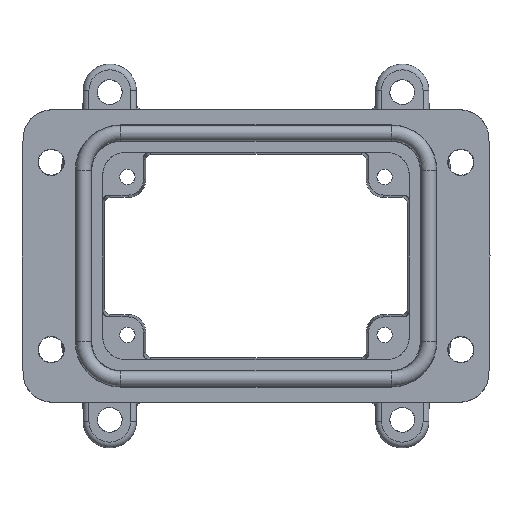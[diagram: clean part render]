
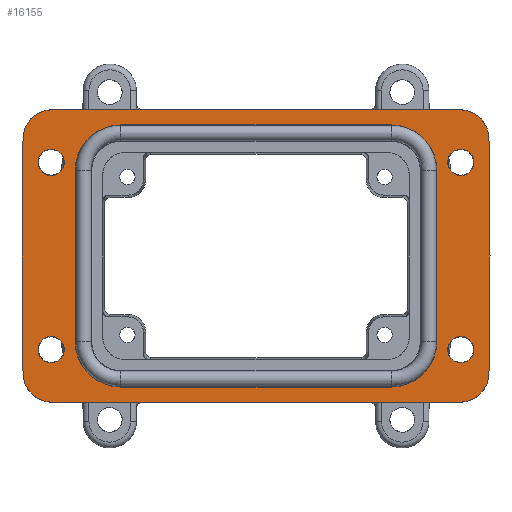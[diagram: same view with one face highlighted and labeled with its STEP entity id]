
A CAD part, front view. The second image highlights one B-rep face of the part: STEP entity #16155.
In plain terms, the highlighted planar face has unit normal (0, -1, 0).
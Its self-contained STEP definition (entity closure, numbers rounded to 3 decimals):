
#3825=CARTESIAN_POINT('',(34.825,-16.8,-20.));
#3826=DIRECTION('',(0.,1.,0.));
#3827=DIRECTION('',(1.,0.,-0.009));
#3828=AXIS2_PLACEMENT_3D('',#3825,#3826,#3827);
#3830=DIRECTION('',(-1.,0.,0.));
#3831=VECTOR('',#3830,69.651);
#3832=CARTESIAN_POINT('',(34.825,-16.8,-25.));
#3833=LINE('',#3832,#3831);
#3834=CARTESIAN_POINT('',(-34.825,-16.8,-20.));
#3835=DIRECTION('',(0.,1.,0.));
#3836=DIRECTION('',(0.,0.,-1.));
#3837=AXIS2_PLACEMENT_3D('',#3834,#3835,#3836);
#3839=DIRECTION('',(-0.009,0.,1.));
#3840=VECTOR('',#3839,20.044);
#3841=CARTESIAN_POINT('',(-39.825,-16.8,-20.044));
#3842=LINE('',#3841,#3840);
#3843=DIRECTION('',(0.009,0.,1.));
#3844=VECTOR('',#3843,20.044);
#3845=CARTESIAN_POINT('',(-40.,-16.8,0.));
#3846=LINE('',#3845,#3844);
#3847=CARTESIAN_POINT('',(-34.825,-16.8,20.));
#3848=DIRECTION('',(0.,1.,0.));
#3849=DIRECTION('',(-1.,0.,0.009));
#3850=AXIS2_PLACEMENT_3D('',#3847,#3848,#3849);
#3852=DIRECTION('',(1.,0.,0.));
#3853=VECTOR('',#3852,69.651);
#3854=CARTESIAN_POINT('',(-34.825,-16.8,25.));
#3855=LINE('',#3854,#3853);
#3856=CARTESIAN_POINT('',(34.825,-16.8,20.));
#3857=DIRECTION('',(0.,1.,0.));
#3858=DIRECTION('',(0.,0.,1.));
#3859=AXIS2_PLACEMENT_3D('',#3856,#3857,#3858);
#3861=DIRECTION('',(0.009,0.,-1.));
#3862=VECTOR('',#3861,20.044);
#3863=CARTESIAN_POINT('',(39.825,-16.8,20.044));
#3864=LINE('',#3863,#3862);
#3865=DIRECTION('',(-0.009,0.,-1.));
#3866=VECTOR('',#3865,20.044);
#3867=CARTESIAN_POINT('',(40.,-16.8,0.));
#3868=LINE('',#3867,#3866);
#3869=CARTESIAN_POINT('',(35.,-16.8,-16.));
#3870=DIRECTION('',(0.,-1.,0.));
#3871=DIRECTION('',(0.,0.,-1.));
#3872=AXIS2_PLACEMENT_3D('',#3869,#3870,#3871);
#3874=CARTESIAN_POINT('',(35.,-16.8,-16.));
#3875=DIRECTION('',(0.,-1.,0.));
#3876=DIRECTION('',(0.,0.,1.));
#3877=AXIS2_PLACEMENT_3D('',#3874,#3875,#3876);
#3879=CARTESIAN_POINT('',(35.,-16.8,16.));
#3880=DIRECTION('',(0.,-1.,0.));
#3881=DIRECTION('',(0.,0.,-1.));
#3882=AXIS2_PLACEMENT_3D('',#3879,#3880,#3881);
#3884=CARTESIAN_POINT('',(35.,-16.8,16.));
#3885=DIRECTION('',(0.,-1.,0.));
#3886=DIRECTION('',(0.,0.,1.));
#3887=AXIS2_PLACEMENT_3D('',#3884,#3885,#3886);
#3889=CARTESIAN_POINT('',(-35.,-16.8,16.));
#3890=DIRECTION('',(0.,-1.,0.));
#3891=DIRECTION('',(0.,0.,-1.));
#3892=AXIS2_PLACEMENT_3D('',#3889,#3890,#3891);
#3894=CARTESIAN_POINT('',(-35.,-16.8,16.));
#3895=DIRECTION('',(0.,-1.,0.));
#3896=DIRECTION('',(0.,0.,1.));
#3897=AXIS2_PLACEMENT_3D('',#3894,#3895,#3896);
#3899=CARTESIAN_POINT('',(-35.,-16.8,-16.));
#3900=DIRECTION('',(0.,-1.,0.));
#3901=DIRECTION('',(0.,0.,-1.));
#3902=AXIS2_PLACEMENT_3D('',#3899,#3900,#3901);
#3904=CARTESIAN_POINT('',(-35.,-16.8,-16.));
#3905=DIRECTION('',(0.,-1.,0.));
#3906=DIRECTION('',(0.,0.,1.));
#3907=AXIS2_PLACEMENT_3D('',#3904,#3905,#3906);
#3909=CARTESIAN_POINT('',(-23.125,-16.8,14.625));
#3910=DIRECTION('',(0.,-1.,0.));
#3911=DIRECTION('',(0.,0.,1.));
#3912=AXIS2_PLACEMENT_3D('',#3909,#3910,#3911);
#3914=DIRECTION('',(0.,0.,-1.));
#3915=VECTOR('',#3914,29.25);
#3916=CARTESIAN_POINT('',(-30.906,-16.8,14.625));
#3917=LINE('',#3916,#3915);
#3918=CARTESIAN_POINT('',(-23.125,-16.8,-14.625));
#3919=DIRECTION('',(0.,-1.,0.));
#3920=DIRECTION('',(-1.,0.,0.));
#3921=AXIS2_PLACEMENT_3D('',#3918,#3919,#3920);
#3923=DIRECTION('',(1.,0.,0.));
#3924=VECTOR('',#3923,46.25);
#3925=CARTESIAN_POINT('',(-23.125,-16.8,-22.406));
#3926=LINE('',#3925,#3924);
#3927=CARTESIAN_POINT('',(23.125,-16.8,-14.625));
#3928=DIRECTION('',(0.,-1.,0.));
#3929=DIRECTION('',(0.,0.,-1.));
#3930=AXIS2_PLACEMENT_3D('',#3927,#3928,#3929);
#3932=DIRECTION('',(0.,0.,1.));
#3933=VECTOR('',#3932,29.25);
#3934=CARTESIAN_POINT('',(30.906,-16.8,-14.625));
#3935=LINE('',#3934,#3933);
#3936=CARTESIAN_POINT('',(23.125,-16.8,14.625));
#3937=DIRECTION('',(0.,-1.,0.));
#3938=DIRECTION('',(1.,0.,0.));
#3939=AXIS2_PLACEMENT_3D('',#3936,#3937,#3938);
#3941=DIRECTION('',(-1.,0.,0.));
#3942=VECTOR('',#3941,46.25);
#3943=CARTESIAN_POINT('',(23.125,-16.8,22.406));
#3944=LINE('',#3943,#3942);
#8374=CARTESIAN_POINT('',(-34.825,-16.8,25.));
#8375=VERTEX_POINT('',#8374);
#8376=CARTESIAN_POINT('',(-39.825,-16.8,20.044));
#8377=VERTEX_POINT('',#8376);
#8387=CARTESIAN_POINT('',(-35.,-16.8,13.746));
#8388=VERTEX_POINT('',#8387);
#8389=CARTESIAN_POINT('',(-35.,-16.8,18.254));
#8390=VERTEX_POINT('',#8389);
#8391=CARTESIAN_POINT('',(39.825,-16.8,-20.044));
#8392=CARTESIAN_POINT('',(34.825,-16.8,-25.));
#8393=VERTEX_POINT('',#8391);
#8394=VERTEX_POINT('',#8392);
#8395=CARTESIAN_POINT('',(-34.825,-16.8,-25.));
#8396=VERTEX_POINT('',#8395);
#8397=CARTESIAN_POINT('',(-39.825,-16.8,-20.044));
#8398=VERTEX_POINT('',#8397);
#8399=CARTESIAN_POINT('',(-40.,-16.8,0.));
#8400=VERTEX_POINT('',#8399);
#8401=CARTESIAN_POINT('',(34.825,-16.8,25.));
#8402=VERTEX_POINT('',#8401);
#8403=CARTESIAN_POINT('',(39.825,-16.8,20.044));
#8404=VERTEX_POINT('',#8403);
#8405=CARTESIAN_POINT('',(40.,-16.8,0.));
#8406=VERTEX_POINT('',#8405);
#8407=CARTESIAN_POINT('',(35.,-16.8,-18.254));
#8408=CARTESIAN_POINT('',(35.,-16.8,-13.746));
#8409=VERTEX_POINT('',#8407);
#8410=VERTEX_POINT('',#8408);
#8411=CARTESIAN_POINT('',(35.,-16.8,13.746));
#8412=CARTESIAN_POINT('',(35.,-16.8,18.254));
#8413=VERTEX_POINT('',#8411);
#8414=VERTEX_POINT('',#8412);
#8415=CARTESIAN_POINT('',(-35.,-16.8,-18.254));
#8416=CARTESIAN_POINT('',(-35.,-16.8,-13.746));
#8417=VERTEX_POINT('',#8415);
#8418=VERTEX_POINT('',#8416);
#8419=CARTESIAN_POINT('',(-23.125,-16.8,22.406));
#8420=CARTESIAN_POINT('',(-30.906,-16.8,14.625));
#8421=VERTEX_POINT('',#8419);
#8422=VERTEX_POINT('',#8420);
#8423=CARTESIAN_POINT('',(-30.906,-16.8,-14.625));
#8424=VERTEX_POINT('',#8423);
#8425=CARTESIAN_POINT('',(-23.125,-16.8,-22.406));
#8426=VERTEX_POINT('',#8425);
#8427=CARTESIAN_POINT('',(23.125,-16.8,-22.406));
#8428=VERTEX_POINT('',#8427);
#8429=CARTESIAN_POINT('',(30.906,-16.8,-14.625));
#8430=VERTEX_POINT('',#8429);
#8431=CARTESIAN_POINT('',(30.906,-16.8,14.625));
#8432=VERTEX_POINT('',#8431);
#8433=CARTESIAN_POINT('',(23.125,-16.8,22.406));
#8434=VERTEX_POINT('',#8433);
#16089=CARTESIAN_POINT('',(0.,-16.8,0.));
#16090=DIRECTION('',(0.,1.,0.));
#16091=DIRECTION('',(1.,0.,0.));
#16092=AXIS2_PLACEMENT_3D('',#16089,#16090,#16091);
#16093=PLANE('',#16092);
#16095=ORIENTED_EDGE('',*,*,#16094,.T.);
#16097=ORIENTED_EDGE('',*,*,#16096,.T.);
#16099=ORIENTED_EDGE('',*,*,#16098,.T.);
#16101=ORIENTED_EDGE('',*,*,#16100,.T.);
#16103=ORIENTED_EDGE('',*,*,#16102,.T.);
#16104=ORIENTED_EDGE('',*,*,#15942,.T.);
#16106=ORIENTED_EDGE('',*,*,#16105,.T.);
#16108=ORIENTED_EDGE('',*,*,#16107,.T.);
#16110=ORIENTED_EDGE('',*,*,#16109,.T.);
#16112=ORIENTED_EDGE('',*,*,#16111,.T.);
#16113=EDGE_LOOP('',(#16095,#16097,#16099,#16101,#16103,#16104,#16106,#16108,
#16110,#16112));
#16114=FACE_OUTER_BOUND('',#16113,.F.);
#16116=ORIENTED_EDGE('',*,*,#16115,.T.);
#16118=ORIENTED_EDGE('',*,*,#16117,.T.);
#16119=EDGE_LOOP('',(#16116,#16118));
#16120=FACE_BOUND('',#16119,.F.);
#16122=ORIENTED_EDGE('',*,*,#16121,.T.);
#16124=ORIENTED_EDGE('',*,*,#16123,.T.);
#16125=EDGE_LOOP('',(#16122,#16124));
#16126=FACE_BOUND('',#16125,.F.);
#16127=ORIENTED_EDGE('',*,*,#16083,.T.);
#16128=ORIENTED_EDGE('',*,*,#16069,.T.);
#16129=EDGE_LOOP('',(#16127,#16128));
#16130=FACE_BOUND('',#16129,.F.);
#16132=ORIENTED_EDGE('',*,*,#16131,.T.);
#16134=ORIENTED_EDGE('',*,*,#16133,.T.);
#16135=EDGE_LOOP('',(#16132,#16134));
#16136=FACE_BOUND('',#16135,.F.);
#16138=ORIENTED_EDGE('',*,*,#16137,.T.);
#16140=ORIENTED_EDGE('',*,*,#16139,.T.);
#16142=ORIENTED_EDGE('',*,*,#16141,.T.);
#16144=ORIENTED_EDGE('',*,*,#16143,.T.);
#16146=ORIENTED_EDGE('',*,*,#16145,.T.);
#16148=ORIENTED_EDGE('',*,*,#16147,.T.);
#16150=ORIENTED_EDGE('',*,*,#16149,.T.);
#16152=ORIENTED_EDGE('',*,*,#16151,.T.);
#16153=EDGE_LOOP('',(#16138,#16140,#16142,#16144,#16146,#16148,#16150,#16152));
#16154=FACE_BOUND('',#16153,.F.);
#16155=ADVANCED_FACE('',(#16114,#16120,#16126,#16130,#16136,#16154),#16093,.F.);
#3829=CIRCLE('',#3828,5.);
#3838=CIRCLE('',#3837,5.);
#3851=CIRCLE('',#3850,5.);
#3860=CIRCLE('',#3859,5.);
#3873=CIRCLE('',#3872,2.254);
#3878=CIRCLE('',#3877,2.254);
#3883=CIRCLE('',#3882,2.254);
#3888=CIRCLE('',#3887,2.254);
#3893=CIRCLE('',#3892,2.254);
#3898=CIRCLE('',#3897,2.254);
#3903=CIRCLE('',#3902,2.254);
#3908=CIRCLE('',#3907,2.254);
#3913=CIRCLE('',#3912,7.781);
#3922=CIRCLE('',#3921,7.781);
#3931=CIRCLE('',#3930,7.781);
#3940=CIRCLE('',#3939,7.781);
#15942=EDGE_CURVE('',#8377,#8375,#3851,.T.);
#16069=EDGE_CURVE('',#8390,#8388,#3898,.T.);
#16083=EDGE_CURVE('',#8388,#8390,#3893,.T.);
#16094=EDGE_CURVE('',#8393,#8394,#3829,.T.);
#16096=EDGE_CURVE('',#8394,#8396,#3833,.T.);
#16098=EDGE_CURVE('',#8396,#8398,#3838,.T.);
#16100=EDGE_CURVE('',#8398,#8400,#3842,.T.);
#16102=EDGE_CURVE('',#8400,#8377,#3846,.T.);
#16105=EDGE_CURVE('',#8375,#8402,#3855,.T.);
#16107=EDGE_CURVE('',#8402,#8404,#3860,.T.);
#16109=EDGE_CURVE('',#8404,#8406,#3864,.T.);
#16111=EDGE_CURVE('',#8406,#8393,#3868,.T.);
#16115=EDGE_CURVE('',#8409,#8410,#3873,.T.);
#16117=EDGE_CURVE('',#8410,#8409,#3878,.T.);
#16121=EDGE_CURVE('',#8413,#8414,#3883,.T.);
#16123=EDGE_CURVE('',#8414,#8413,#3888,.T.);
#16131=EDGE_CURVE('',#8417,#8418,#3903,.T.);
#16133=EDGE_CURVE('',#8418,#8417,#3908,.T.);
#16137=EDGE_CURVE('',#8421,#8422,#3913,.T.);
#16139=EDGE_CURVE('',#8422,#8424,#3917,.T.);
#16141=EDGE_CURVE('',#8424,#8426,#3922,.T.);
#16143=EDGE_CURVE('',#8426,#8428,#3926,.T.);
#16145=EDGE_CURVE('',#8428,#8430,#3931,.T.);
#16147=EDGE_CURVE('',#8430,#8432,#3935,.T.);
#16149=EDGE_CURVE('',#8432,#8434,#3940,.T.);
#16151=EDGE_CURVE('',#8434,#8421,#3944,.T.);
